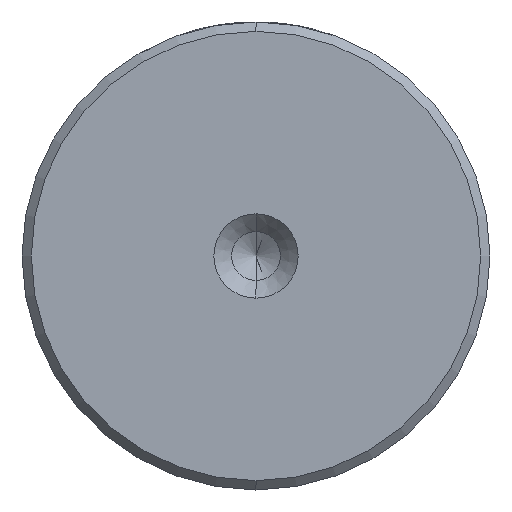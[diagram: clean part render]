
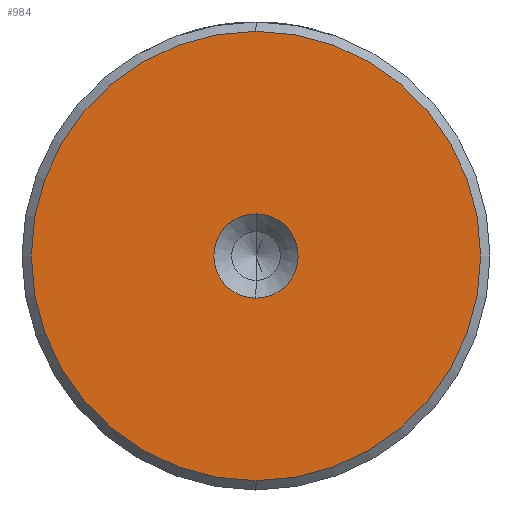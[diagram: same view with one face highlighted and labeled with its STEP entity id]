
A CAD part, left-side view. The second image highlights one B-rep face of the part: STEP entity #984.
In plain terms, the highlighted planar face has unit normal (-1, 0, 0).
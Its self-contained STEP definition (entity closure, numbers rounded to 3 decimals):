
#26 = FACE_OUTER_BOUND ( 'NONE', #349, .T. ) ;
#118 = DIRECTION ( 'NONE',  ( 0., 0., 1. ) ) ;
#177 = ORIENTED_EDGE ( 'NONE', *, *, #511, .T. ) ;
#209 = CARTESIAN_POINT ( 'NONE',  ( 0., 0., 0. ) ) ;
#346 = CIRCLE ( 'NONE', #852, 2.25 ) ;
#349 = EDGE_LOOP ( 'NONE', ( #177, #1001 ) ) ;
#396 = PLANE ( 'NONE',  #1435 ) ;
#459 = DIRECTION ( 'NONE',  ( 0., 0., 1. ) ) ;
#511 = EDGE_CURVE ( 'NONE', #2516, #1312, #3233, .T. ) ;
#609 = VERTEX_POINT ( 'NONE', #2417 ) ;
#852 = AXIS2_PLACEMENT_3D ( 'NONE', #209, #1976, #459 ) ;
#984 = ADVANCED_FACE ( 'NONE', ( #26, #1982 ), #396, .T. ) ;
#1001 = ORIENTED_EDGE ( 'NONE', *, *, #2032, .T. ) ;
#1126 = DIRECTION ( 'NONE',  ( -1., 0., 0. ) ) ;
#1191 = DIRECTION ( 'NONE',  ( -1., 0., 0. ) ) ;
#1312 = VERTEX_POINT ( 'NONE', #1333 ) ;
#1333 = CARTESIAN_POINT ( 'NONE',  ( 0., 0., 12. ) ) ;
#1435 = AXIS2_PLACEMENT_3D ( 'NONE', #2694, #1447, #3192 ) ;
#1447 = DIRECTION ( 'NONE',  ( -1., 0., 0. ) ) ;
#1490 = EDGE_CURVE ( 'NONE', #609, #2205, #1728, .T. ) ;
#1596 = ORIENTED_EDGE ( 'NONE', *, *, #3048, .F. ) ;
#1639 = DIRECTION ( 'NONE',  ( -1., 0., 0. ) ) ;
#1641 = CARTESIAN_POINT ( 'NONE',  ( 0., 0., -12. ) ) ;
#1691 = CIRCLE ( 'NONE', #3187, 12. ) ;
#1728 = CIRCLE ( 'NONE', #1799, 2.25 ) ;
#1799 = AXIS2_PLACEMENT_3D ( 'NONE', #2706, #1191, #2949 ) ;
#1887 = AXIS2_PLACEMENT_3D ( 'NONE', #2644, #1126, #2886 ) ;
#1976 = DIRECTION ( 'NONE',  ( -1., 0., 0. ) ) ;
#1982 = FACE_BOUND ( 'NONE', #2635, .T. ) ;
#2032 = EDGE_CURVE ( 'NONE', #1312, #2516, #1691, .T. ) ;
#2205 = VERTEX_POINT ( 'NONE', #3064 ) ;
#2417 = CARTESIAN_POINT ( 'NONE',  ( 0., 0., -2.25 ) ) ;
#2516 = VERTEX_POINT ( 'NONE', #1641 ) ;
#2635 = EDGE_LOOP ( 'NONE', ( #1596, #3040 ) ) ;
#2644 = CARTESIAN_POINT ( 'NONE',  ( 0., 0., 0. ) ) ;
#2694 = CARTESIAN_POINT ( 'NONE',  ( 0., 0., 0. ) ) ;
#2706 = CARTESIAN_POINT ( 'NONE',  ( 0., 0., 0. ) ) ;
#2886 = DIRECTION ( 'NONE',  ( 0., 0., 1. ) ) ;
#2949 = DIRECTION ( 'NONE',  ( 0., 0., 1. ) ) ;
#3040 = ORIENTED_EDGE ( 'NONE', *, *, #1490, .F. ) ;
#3048 = EDGE_CURVE ( 'NONE', #2205, #609, #346, .T. ) ;
#3064 = CARTESIAN_POINT ( 'NONE',  ( 0., 0., 2.25 ) ) ;
#3137 = CARTESIAN_POINT ( 'NONE',  ( 0., 0., 0. ) ) ;
#3187 = AXIS2_PLACEMENT_3D ( 'NONE', #3137, #1639, #118 ) ;
#3192 = DIRECTION ( 'NONE',  ( 0., 0., 1. ) ) ;
#3233 = CIRCLE ( 'NONE', #1887, 12. ) ;
